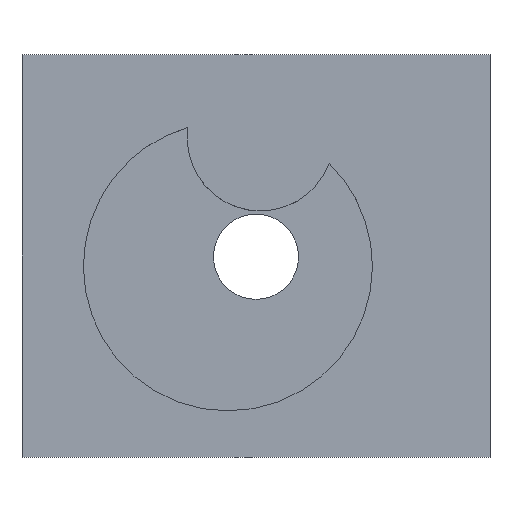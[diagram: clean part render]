
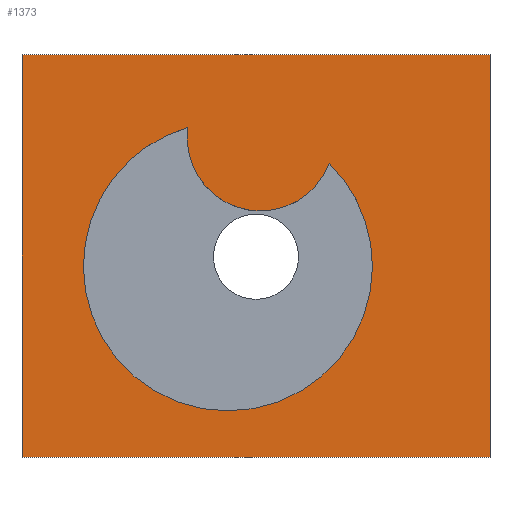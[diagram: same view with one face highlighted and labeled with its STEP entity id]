
A CAD part, top view. The second image highlights one B-rep face of the part: STEP entity #1373.
In plain terms, the highlighted planar face has unit normal (0, 0, 1).
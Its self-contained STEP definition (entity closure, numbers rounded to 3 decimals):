
#31 = DIRECTION ( 'NONE',  ( 1., 0., 0. ) ) ;
#42 = EDGE_CURVE ( 'NONE', #479, #423, #1146, .T. ) ;
#144 = CARTESIAN_POINT ( 'NONE',  ( -22., 19.5, 0. ) ) ;
#182 = EDGE_LOOP ( 'NONE', ( #582, #621, #386, #771 ) ) ;
#189 = CARTESIAN_POINT ( 'NONE',  ( -6.403, 12.652, 0. ) ) ;
#247 = DIRECTION ( 'NONE',  ( 0., 1., 0. ) ) ;
#275 = CARTESIAN_POINT ( 'NONE',  ( 22., -18.366, 0. ) ) ;
#277 = CARTESIAN_POINT ( 'NONE',  ( 6.875, 9.294, 0. ) ) ;
#301 = AXIS2_PLACEMENT_3D ( 'NONE', #275, #814, #1262 ) ;
#317 = VERTEX_POINT ( 'NONE', #277 ) ;
#370 = ORIENTED_EDGE ( 'NONE', *, *, #1191, .F. ) ;
#386 = ORIENTED_EDGE ( 'NONE', *, *, #1198, .F. ) ;
#397 = CIRCLE ( 'NONE', #1271, 6.888 ) ;
#419 = VERTEX_POINT ( 'NONE', #189 ) ;
#423 = VERTEX_POINT ( 'NONE', #847 ) ;
#442 = CARTESIAN_POINT ( 'NONE',  ( 22., 19.5, 0. ) ) ;
#479 = VERTEX_POINT ( 'NONE', #980 ) ;
#531 = LINE ( 'NONE', #1381, #1400 ) ;
#573 = CARTESIAN_POINT ( 'NONE',  ( -22., -18.366, 0. ) ) ;
#578 = DIRECTION ( 'NONE',  ( 1., 0., 0. ) ) ;
#581 = CARTESIAN_POINT ( 'NONE',  ( 22., -18.366, 0. ) ) ;
#582 = ORIENTED_EDGE ( 'NONE', *, *, #787, .F. ) ;
#589 = DIRECTION ( 'NONE',  ( 0., 0., 1. ) ) ;
#613 = DIRECTION ( 'NONE',  ( -1., 0., 0. ) ) ;
#621 = ORIENTED_EDGE ( 'NONE', *, *, #838, .F. ) ;
#665 = VECTOR ( 'NONE', #815, 1000. ) ;
#670 = AXIS2_PLACEMENT_3D ( 'NONE', #683, #589, #31 ) ;
#683 = CARTESIAN_POINT ( 'NONE',  ( -2.641, -0.405, 0. ) ) ;
#741 = ORIENTED_EDGE ( 'NONE', *, *, #1340, .F. ) ;
#742 = EDGE_CURVE ( 'NONE', #830, #999, #751, .T. ) ;
#751 = LINE ( 'NONE', #808, #665 ) ;
#771 = ORIENTED_EDGE ( 'NONE', *, *, #42, .F. ) ;
#787 = EDGE_CURVE ( 'NONE', #419, #479, #1093, .T. ) ;
#792 = CARTESIAN_POINT ( 'NONE',  ( -2.641, -0.405, 0. ) ) ;
#808 = CARTESIAN_POINT ( 'NONE',  ( 22., -18.366, 0. ) ) ;
#809 = AXIS2_PLACEMENT_3D ( 'NONE', #792, #1371, #1014 ) ;
#814 = DIRECTION ( 'NONE',  ( 0., 0., 1. ) ) ;
#815 = DIRECTION ( 'NONE',  ( -1., 0., 0. ) ) ;
#818 = PLANE ( 'NONE',  #301 ) ;
#830 = VERTEX_POINT ( 'NONE', #581 ) ;
#838 = EDGE_CURVE ( 'NONE', #317, #419, #397, .T. ) ;
#847 = CARTESIAN_POINT ( 'NONE',  ( 10.947, -0.405, 0. ) ) ;
#883 = EDGE_CURVE ( 'NONE', #1167, #1279, #1270, .T. ) ;
#895 = CARTESIAN_POINT ( 'NONE',  ( -2.641, -0.405, 0. ) ) ;
#901 = DIRECTION ( 'NONE',  ( 0., 0., -1. ) ) ;
#929 = ORIENTED_EDGE ( 'NONE', *, *, #742, .F. ) ;
#960 = VECTOR ( 'NONE', #247, 1000. ) ;
#980 = CARTESIAN_POINT ( 'NONE',  ( -16.229, -0.405, 0. ) ) ;
#992 = FACE_OUTER_BOUND ( 'NONE', #1063, .T. ) ;
#994 = VECTOR ( 'NONE', #613, 1000. ) ;
#999 = VERTEX_POINT ( 'NONE', #1322 ) ;
#1010 = LINE ( 'NONE', #573, #960 ) ;
#1014 = DIRECTION ( 'NONE',  ( 1., 0., 0. ) ) ;
#1049 = FACE_BOUND ( 'NONE', #182, .T. ) ;
#1063 = EDGE_LOOP ( 'NONE', ( #370, #929, #741, #1098 ) ) ;
#1071 = CIRCLE ( 'NONE', #809, 13.588 ) ;
#1093 = CIRCLE ( 'NONE', #670, 13.588 ) ;
#1098 = ORIENTED_EDGE ( 'NONE', *, *, #883, .T. ) ;
#1146 = CIRCLE ( 'NONE', #1220, 13.588 ) ;
#1148 = CARTESIAN_POINT ( 'NONE',  ( 0.418, 11.691, 0. ) ) ;
#1167 = VERTEX_POINT ( 'NONE', #442 ) ;
#1191 = EDGE_CURVE ( 'NONE', #999, #1279, #1010, .T. ) ;
#1198 = EDGE_CURVE ( 'NONE', #423, #317, #1071, .T. ) ;
#1220 = AXIS2_PLACEMENT_3D ( 'NONE', #895, #1368, #578 ) ;
#1262 = DIRECTION ( 'NONE',  ( 0., -1., 0. ) ) ;
#1263 = DIRECTION ( 'NONE',  ( -1., 0., 0. ) ) ;
#1270 = LINE ( 'NONE', #1395, #994 ) ;
#1271 = AXIS2_PLACEMENT_3D ( 'NONE', #1148, #901, #1263 ) ;
#1279 = VERTEX_POINT ( 'NONE', #144 ) ;
#1284 = DIRECTION ( 'NONE',  ( 0., -1., 0. ) ) ;
#1322 = CARTESIAN_POINT ( 'NONE',  ( -22., -18.366, 0. ) ) ;
#1340 = EDGE_CURVE ( 'NONE', #1167, #830, #531, .T. ) ;
#1368 = DIRECTION ( 'NONE',  ( 0., 0., 1. ) ) ;
#1371 = DIRECTION ( 'NONE',  ( 0., 0., 1. ) ) ;
#1373 = ADVANCED_FACE ( 'NONE', ( #992, #1049 ), #818, .T. ) ;
#1381 = CARTESIAN_POINT ( 'NONE',  ( 22., 19.5, 0. ) ) ;
#1395 = CARTESIAN_POINT ( 'NONE',  ( 22., 19.5, 0. ) ) ;
#1400 = VECTOR ( 'NONE', #1284, 1000. ) ;
